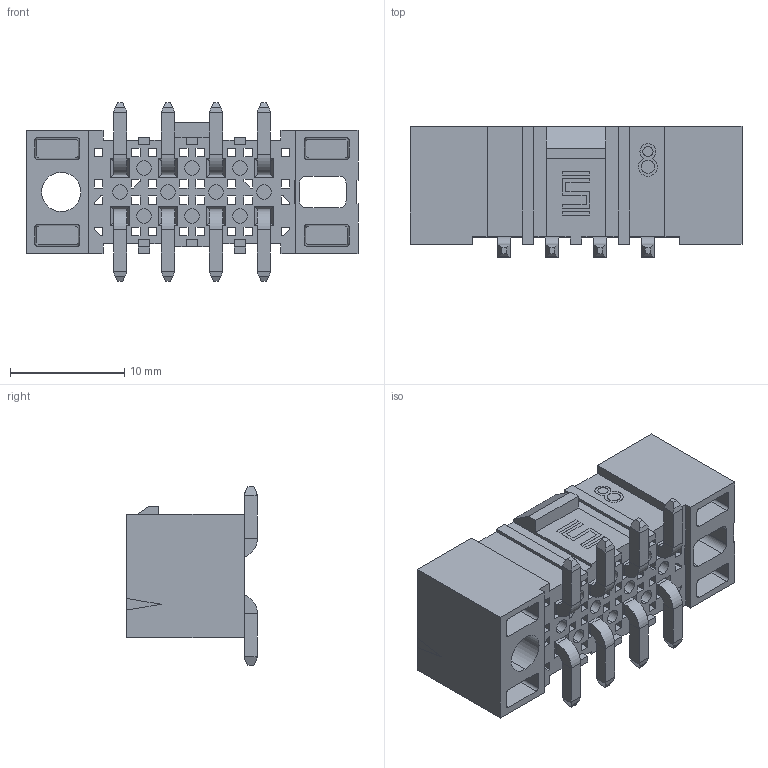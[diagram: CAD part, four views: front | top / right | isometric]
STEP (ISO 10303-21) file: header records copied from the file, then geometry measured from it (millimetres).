
FILE_DESCRIPTION (( 'STEP AP203' ), '1' );
FILE_NAME ('IPBT-104-H2-X-D-GP.step', '2004-03-19T22:22:10', ( 'Dean Purvis' ), ( ' ' ), 'SwSTEP 2.0', 'SolidWorks 2003314', '' );
FILE_SCHEMA (( 'CONFIG_CONTROL_DESIGN' ));
Length unit declared in the file: inch
Products named in the file (3): IPBT-XX-D-XX_Customer Model; T-1S55-X_SMT; IPBT-104-H2-X-D-GP
Assembly tree (9 placements, depth 2):
  IPBT-104-H2-X-D-GP
    T-1S55-X_SMT  x8
    IPBT-XX-D-XX_Customer Model
Bounding box: 29.02 x 11.43 x 15.62 mm (x, y, z)
Volume: 1714.6 mm3; surface area: 3819.7 mm2
Topology: 9 solids, 9 shells, 738 faces, 1900 edges, 1176 vertices
Faces by surface type: plane 668, cylinder 68, cone 2
Entity records: 17193 total; most frequent: CARTESIAN_POINT 3012, ORIENTED_EDGE 2904, DIRECTION 2634, EDGE_CURVE 1452, LINE 1342, VECTOR 1342, VERTEX_POINT 896, AXIS2_PLACEMENT_3D 646
